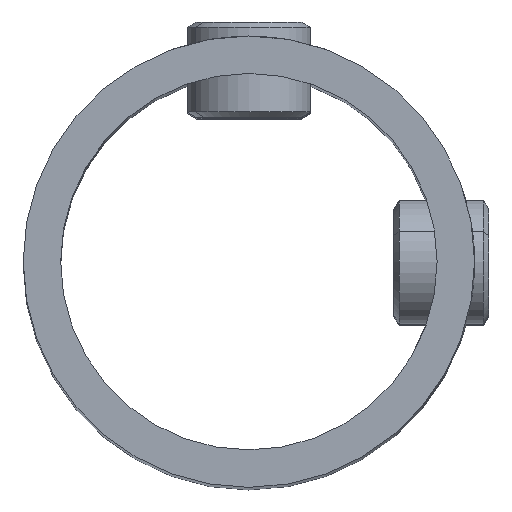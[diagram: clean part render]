
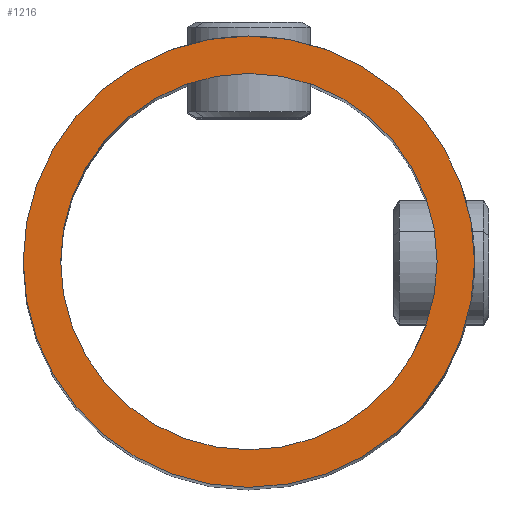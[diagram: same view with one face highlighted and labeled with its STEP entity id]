
A CAD part, top view. The second image highlights one B-rep face of the part: STEP entity #1216.
In plain terms, the highlighted planar face has unit normal (0, 0, 1).
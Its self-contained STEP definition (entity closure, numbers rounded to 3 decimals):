
#83 = CARTESIAN_POINT ( 'NONE',  ( 0., 0., 100. ) ) ;
#99 = PLANE ( 'NONE',  #2210 ) ;
#106 = ORIENTED_EDGE ( 'NONE', *, *, #1518, .F. ) ;
#110 = DIRECTION ( 'NONE',  ( 0., 0., 1. ) ) ;
#131 = AXIS2_PLACEMENT_3D ( 'NONE', #137, #992, #586 ) ;
#137 = CARTESIAN_POINT ( 'NONE',  ( 0., 0., 100. ) ) ;
#202 = FACE_BOUND ( 'NONE', #246, .T. ) ;
#203 = CARTESIAN_POINT ( 'NONE',  ( 30.1, 0., 100. ) ) ;
#216 = CIRCLE ( 'NONE', #2185, 30.1 ) ;
#221 = VERTEX_POINT ( 'NONE', #203 ) ;
#231 = CIRCLE ( 'NONE', #2325, 25.1 ) ;
#246 = EDGE_LOOP ( 'NONE', ( #2583, #106 ) ) ;
#417 = EDGE_CURVE ( 'NONE', #942, #221, #216, .T. ) ;
#451 = DIRECTION ( 'NONE',  ( 1., 0., 0. ) ) ;
#471 = FACE_OUTER_BOUND ( 'NONE', #2218, .T. ) ;
#586 = DIRECTION ( 'NONE',  ( 1., 0., 0. ) ) ;
#694 = CARTESIAN_POINT ( 'NONE',  ( 0., 0., 100. ) ) ;
#698 = VERTEX_POINT ( 'NONE', #1677 ) ;
#725 = DIRECTION ( 'NONE',  ( 0., 0., 1. ) ) ;
#881 = DIRECTION ( 'NONE',  ( 0., 0., 1. ) ) ;
#942 = VERTEX_POINT ( 'NONE', #2069 ) ;
#992 = DIRECTION ( 'NONE',  ( 0., 0., 1. ) ) ;
#1006 = CARTESIAN_POINT ( 'NONE',  ( 25.1, 0., 100. ) ) ;
#1216 = ADVANCED_FACE ( 'NONE', ( #471, #202 ), #99, .T. ) ;
#1354 = CARTESIAN_POINT ( 'NONE',  ( 0., 0., 100. ) ) ;
#1465 = AXIS2_PLACEMENT_3D ( 'NONE', #1354, #725, #1990 ) ;
#1518 = EDGE_CURVE ( 'NONE', #2735, #698, #231, .T. ) ;
#1677 = CARTESIAN_POINT ( 'NONE',  ( -25.1, 0., 100. ) ) ;
#1909 = DIRECTION ( 'NONE',  ( 0., 0., 1. ) ) ;
#1990 = DIRECTION ( 'NONE',  ( 1., 0., 0. ) ) ;
#2069 = CARTESIAN_POINT ( 'NONE',  ( -30.1, 0., 100. ) ) ;
#2178 = ORIENTED_EDGE ( 'NONE', *, *, #2560, .T. ) ;
#2185 = AXIS2_PLACEMENT_3D ( 'NONE', #694, #881, #451 ) ;
#2210 = AXIS2_PLACEMENT_3D ( 'NONE', #83, #110, #2662 ) ;
#2218 = EDGE_LOOP ( 'NONE', ( #2637, #2178 ) ) ;
#2301 = EDGE_CURVE ( 'NONE', #698, #2735, #2345, .T. ) ;
#2302 = DIRECTION ( 'NONE',  ( 1., 0., 0. ) ) ;
#2325 = AXIS2_PLACEMENT_3D ( 'NONE', #2551, #1909, #2302 ) ;
#2345 = CIRCLE ( 'NONE', #1465, 25.1 ) ;
#2377 = CIRCLE ( 'NONE', #131, 30.1 ) ;
#2551 = CARTESIAN_POINT ( 'NONE',  ( 0., 0., 100. ) ) ;
#2560 = EDGE_CURVE ( 'NONE', #221, #942, #2377, .T. ) ;
#2583 = ORIENTED_EDGE ( 'NONE', *, *, #2301, .F. ) ;
#2637 = ORIENTED_EDGE ( 'NONE', *, *, #417, .T. ) ;
#2662 = DIRECTION ( 'NONE',  ( 1., 0., 0. ) ) ;
#2735 = VERTEX_POINT ( 'NONE', #1006 ) ;
